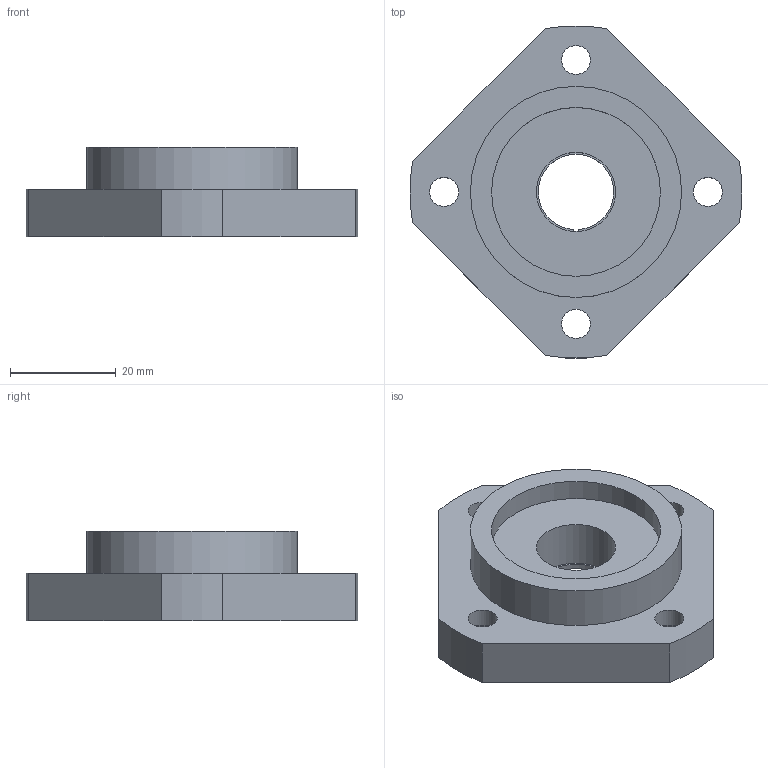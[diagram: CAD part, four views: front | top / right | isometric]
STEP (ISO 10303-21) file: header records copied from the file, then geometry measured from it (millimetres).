
FILE_DESCRIPTION(/* description */ ('STEP AP214'),/* implementation_level */ '2;1');
FILE_NAME(/* name */ 'BUR15',/* time_stamp */ '2023-12-26T21:18:33+01:00',/* author */ ('License CC BY-ND 4.0'),/* organization */ ('CADENAS'),/* preprocessor_version */ 'ST-DEVELOPER v19.3',/* originating_system */ 'PARTsolutions',/* authorisation */ ' ');
FILE_SCHEMA (('AUTOMOTIVE_DESIGN {1 0 10303 214 3 1 1}'));
Length unit declared in the file: millimetre
Products named in the file (3): BUR15; RRING-C-EXT-15; BUR15_h
Assembly tree (2 placements, depth 2):
  BUR15
    RRING-C-EXT-15
    BUR15_h
Bounding box: 62.88 x 62.88 x 17 mm (x, y, z)
Volume: 23505.9 mm3; surface area: 9777 mm2
Topology: 2 solids, 2 shells, 45 faces, 104 edges, 70 vertices
Faces by surface type: cylinder 24, plane 21
Full cylindrical faces by diameter (mm): 1.7 x2, 5.5 x4, 9.5 x4, 15 x1, 32 x2, 40 x1
Entity records: 1317 total; most frequent: DIRECTION 232, CARTESIAN_POINT 204, ORIENTED_EDGE 176, AXIS2_PLACEMENT_3D 96, EDGE_CURVE 88, EDGE_LOOP 80, FACE_BOUND 80, VERTEX_POINT 68
